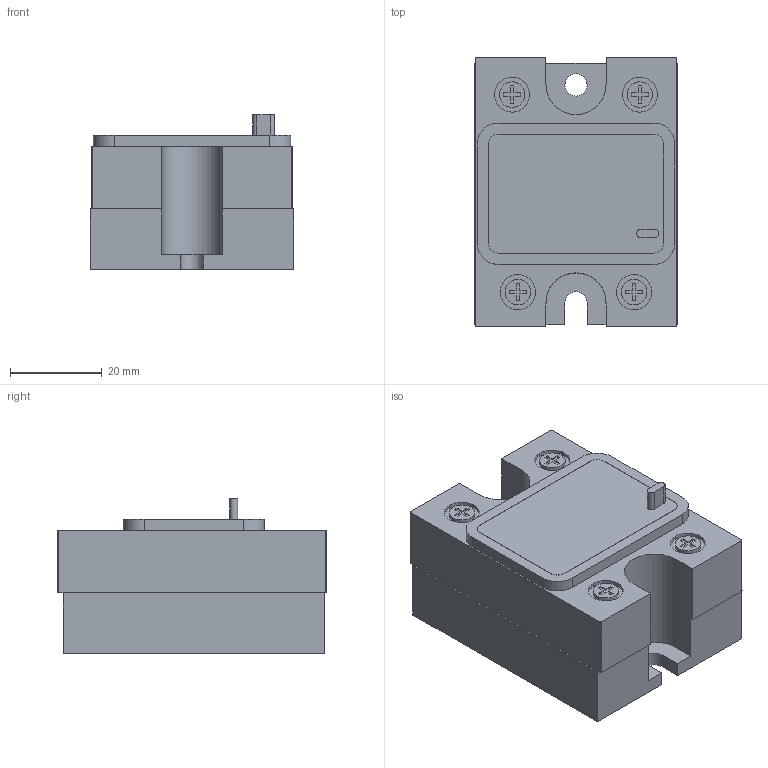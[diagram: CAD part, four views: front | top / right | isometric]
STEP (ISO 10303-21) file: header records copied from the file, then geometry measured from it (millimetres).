
FILE_DESCRIPTION((''),'2;1');
FILE_NAME('SSP1A150BD-3D_ASM','2021-04-23T10:18:41',('SESA231899'),('Schneider-Electric'),'CREO PARAMETRIC BY PTC INC, 2019471','CREO PARAMETRIC BY PTC INC, 2019471','');
FILE_SCHEMA(('AP242_MANAGED_MODEL_BASED_3D_ENGINEERING_MIM_LF { 1 0 10303 442 1 1 4 }'));
Products named in the file (4): SSP1A150BD-3D_4; SSP1A150BD-3D_3; SSP1A150BD-3D_ASM_1_ASM; SSP1A150BD-3D_ASM
Assembly tree (6 placements, depth 3):
  SSP1A150BD-3D_ASM
    SSP1A150BD-3D_ASM_1_ASM
      SSP1A150BD-3D_4
      SSP1A150BD-3D_3  x4
Bounding box: 44.45 x 58.97 x 33.78 mm (x, y, z)
Volume: 65378.9 mm3; surface area: 13677.5 mm2
Topology: 5 solids, 5 shells, 179 faces, 464 edges, 318 vertices
Faces by surface type: plane 116, cylinder 60, extrusion 3
Entity records: 59514 total; most frequent: CARTESIAN_POINT 54255, POLYLINE 924, DIRECTION 827, ORIENTED_EDGE 640, EDGE_CURVE 320, AXIS2_PLACEMENT_3D 318, VERTEX_POINT 222, VECTOR 191
